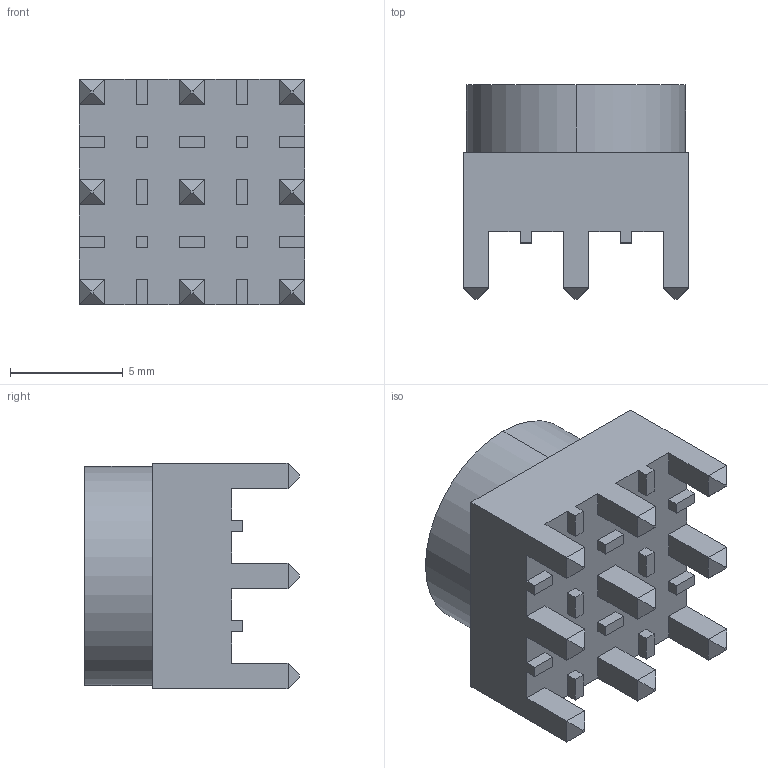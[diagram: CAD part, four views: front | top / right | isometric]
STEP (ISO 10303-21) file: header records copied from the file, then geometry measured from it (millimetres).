
FILE_DESCRIPTION (( 'STEP AP214' ), '1' );
FILE_NAME ('74650194R.STEP', '2021-06-23T06:47:38', ( '' ), ( '' ), 'SwSTEP 2.0', 'SolidWorks 2017', '' );
FILE_SCHEMA (( 'AUTOMOTIVE_DESIGN' ));
Length unit declared in the file: millimetre
Products named in the file (1): 74650194R
Bounding box: 10 x 9.5 x 10 mm (x, y, z)
Volume: 553.8 mm3; surface area: 640.5 mm2
Topology: 1 solids, 1 shells, 169 faces, 433 edges, 275 vertices
Faces by surface type: plane 149, cylinder 12, cone 5, bspline 3
Entity records: 5689 total; most frequent: CARTESIAN_POINT 1672, ORIENTED_EDGE 862, DIRECTION 743, EDGE_CURVE 431, VECTOR 389, LINE 389, VERTEX_POINT 275, EDGE_LOOP 180
